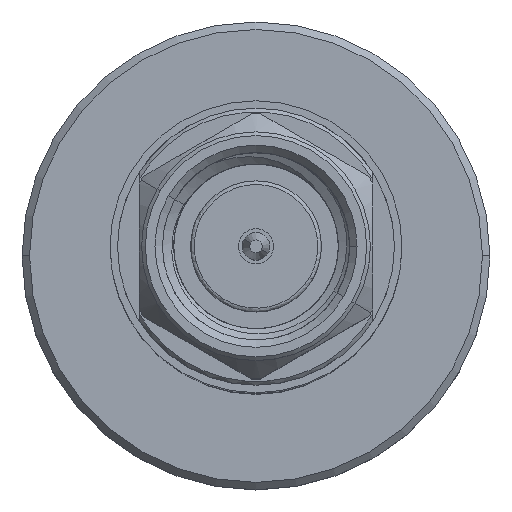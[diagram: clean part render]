
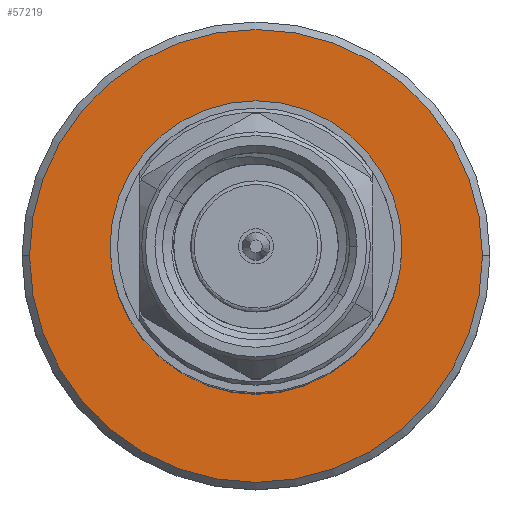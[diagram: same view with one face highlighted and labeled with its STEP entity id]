
A CAD part, top view. The second image highlights one B-rep face of the part: STEP entity #57219.
In plain terms, the highlighted face is planar.
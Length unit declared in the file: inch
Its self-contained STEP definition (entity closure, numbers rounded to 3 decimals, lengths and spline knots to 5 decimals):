
#2398 = VERTEX_POINT ( 'NONE', #87474 ) ;
#7012 = AXIS2_PLACEMENT_3D ( 'NONE', #69948, #57163, #63105 ) ;
#9342 = ORIENTED_EDGE ( 'NONE', *, *, #42355, .T. ) ;
#9350 = DIRECTION ( 'NONE',  ( -1., 0., 0. ) ) ;
#9435 = ORIENTED_EDGE ( 'NONE', *, *, #29983, .F. ) ;
#11843 = CARTESIAN_POINT ( 'NONE',  ( 0.85, 0., -0.185 ) ) ;
#13138 = CIRCLE ( 'NONE', #52627, 0.185 ) ;
#14038 = CARTESIAN_POINT ( 'NONE',  ( 0.85, 0., 0. ) ) ;
#14563 = CIRCLE ( 'NONE', #39308, 0.3025 ) ;
#15217 = DIRECTION ( 'NONE',  ( 1., 0., 0. ) ) ;
#15745 = CIRCLE ( 'NONE', #49258, 0.3025 ) ;
#21689 = CARTESIAN_POINT ( 'NONE',  ( 0.85, 0., 0. ) ) ;
#22903 = ORIENTED_EDGE ( 'NONE', *, *, #52272, .F. ) ;
#23035 = FACE_BOUND ( 'NONE', #87014, .T. ) ;
#23494 = PLANE ( 'NONE',  #37915 ) ;
#24508 = CIRCLE ( 'NONE', #7012, 0.185 ) ;
#29857 = CARTESIAN_POINT ( 'NONE',  ( 0.85, -0.3125, 0. ) ) ;
#29983 = EDGE_CURVE ( 'NONE', #45574, #65849, #24508, .T. ) ;
#30889 = EDGE_CURVE ( 'NONE', #70165, #2398, #15745, .T. ) ;
#31543 = EDGE_LOOP ( 'NONE', ( #9342, #51360 ) ) ;
#37148 = DIRECTION ( 'NONE',  ( 0., 0., 1. ) ) ;
#37915 = AXIS2_PLACEMENT_3D ( 'NONE', #29857, #9350, #37148 ) ;
#39308 = AXIS2_PLACEMENT_3D ( 'NONE', #77639, #15217, #43023 ) ;
#42355 = EDGE_CURVE ( 'NONE', #2398, #70165, #14563, .T. ) ;
#43023 = DIRECTION ( 'NONE',  ( 0., 0., 1. ) ) ;
#44455 = FACE_OUTER_BOUND ( 'NONE', #31543, .T. ) ;
#45574 = VERTEX_POINT ( 'NONE', #65281 ) ;
#49258 = AXIS2_PLACEMENT_3D ( 'NONE', #21689, #49486, #77279 ) ;
#49486 = DIRECTION ( 'NONE',  ( 1., 0., 0. ) ) ;
#51360 = ORIENTED_EDGE ( 'NONE', *, *, #30889, .T. ) ;
#52272 = EDGE_CURVE ( 'NONE', #65849, #45574, #13138, .T. ) ;
#52627 = AXIS2_PLACEMENT_3D ( 'NONE', #14038, #54614, #55511 ) ;
#54061 = CARTESIAN_POINT ( 'NONE',  ( 0.85, 0., -0.3025 ) ) ;
#54614 = DIRECTION ( 'NONE',  ( 1., 0., 0. ) ) ;
#55511 = DIRECTION ( 'NONE',  ( 0., 0., -1. ) ) ;
#57163 = DIRECTION ( 'NONE',  ( 1., 0., 0. ) ) ;
#57219 = ADVANCED_FACE ( 'NONE', ( #44455, #23035 ), #23494, .F. ) ;
#63105 = DIRECTION ( 'NONE',  ( 0., 0., -1. ) ) ;
#65281 = CARTESIAN_POINT ( 'NONE',  ( 0.85, 0., 0.185 ) ) ;
#65849 = VERTEX_POINT ( 'NONE', #11843 ) ;
#69948 = CARTESIAN_POINT ( 'NONE',  ( 0.85, 0., 0. ) ) ;
#70165 = VERTEX_POINT ( 'NONE', #54061 ) ;
#77279 = DIRECTION ( 'NONE',  ( 0., 0., 1. ) ) ;
#77639 = CARTESIAN_POINT ( 'NONE',  ( 0.85, 0., 0. ) ) ;
#87014 = EDGE_LOOP ( 'NONE', ( #22903, #9435 ) ) ;
#87474 = CARTESIAN_POINT ( 'NONE',  ( 0.85, 0., 0.3025 ) ) ;
